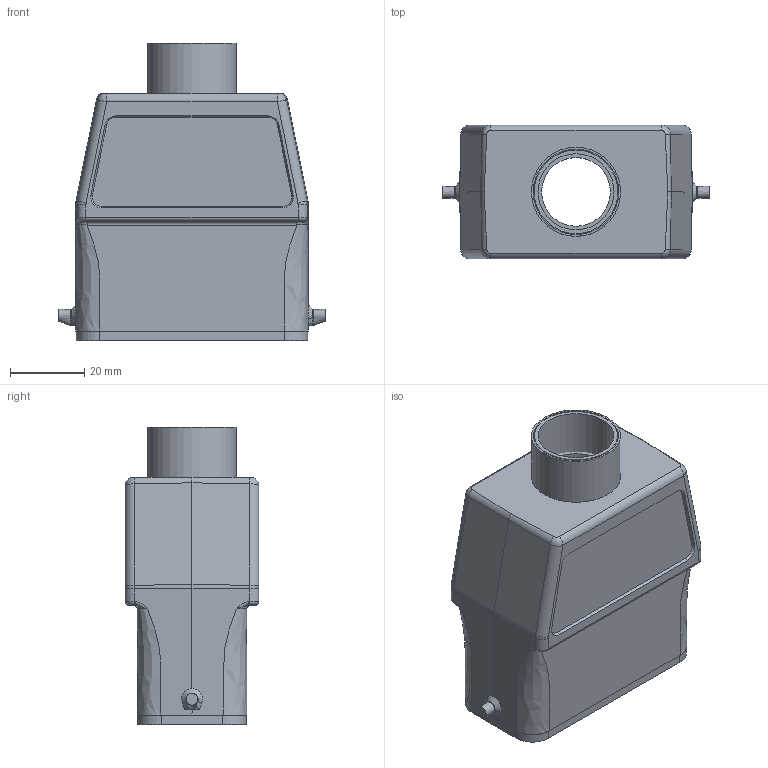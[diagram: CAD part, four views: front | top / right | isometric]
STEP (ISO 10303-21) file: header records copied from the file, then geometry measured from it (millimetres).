
FILE_DESCRIPTION((''),'2;1');
FILE_NAME('05200100461.stp','2020-07-08T08:07:21',('e.eickhoff'),(''),'Autodesk Inventor 2012','Autodesk Inventor 2012','');
FILE_SCHEMA(('AUTOMOTIVE_DESIGN { 1 0 10303 214 1 1 1 1 }'));
Length unit declared in the file: millimetre
Products named in the file (3): 05200100461; M20-PG16 Adapter
Assembly tree (2 placements, depth 2):
  05200100461
    05200100461
    M20-PG16 Adapter
Bounding box: 71.7 x 36 x 80.2 mm (x, y, z)
Volume: 56258.8 mm3; surface area: 30270.9 mm2
Topology: 2 solids, 3 shells, 423 faces, 1277 edges, 1080 vertices
Faces by surface type: plane 207, cylinder 109, bspline 64, cone 26, torus 13, sphere 4
Full cylindrical faces by diameter (mm): 2.74 x4, 18.5 x1, 20.5 x1, 21.16 x1, 22.5 x1, 23 x1, 24 x1
Entity records: 18086 total; most frequent: CARTESIAN_POINT 6495, DIRECTION 2111, ORIENTED_EDGE 2060, EDGE_CURVE 1030, VECTOR 717, LINE 717, AXIS2_PLACEMENT_3D 697, VERTEX_POINT 659
